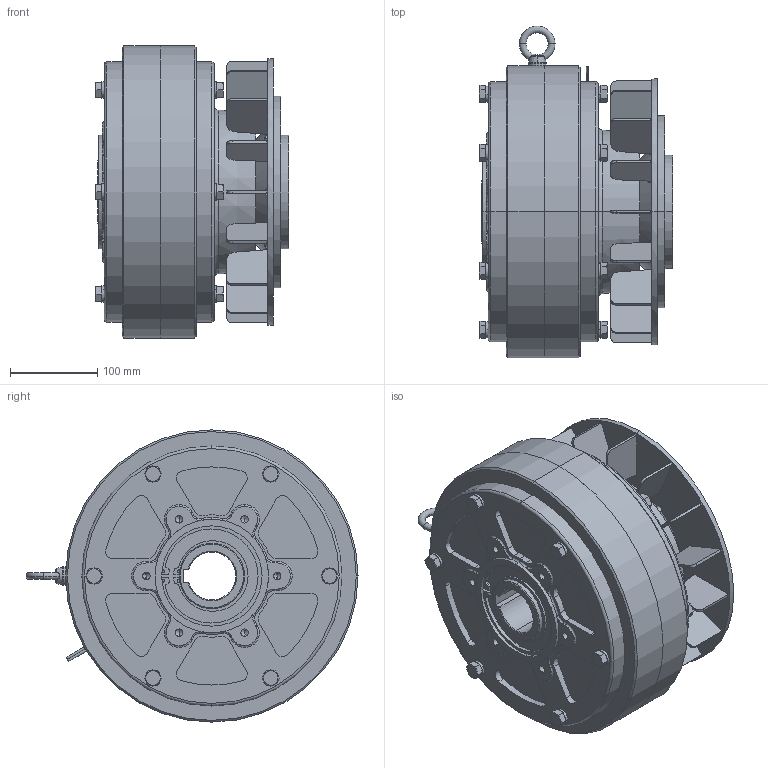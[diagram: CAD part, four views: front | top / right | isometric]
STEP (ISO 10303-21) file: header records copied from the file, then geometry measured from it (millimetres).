
FILE_DESCRIPTION (( 'STEP AP203' ), '1' );
FILE_NAME ('YPP616708.STEP', '2020-12-25T01:19:36', ( '' ), ( '' ), 'SwSTEP 2.0', 'SolidWorks 2016', '' );
FILE_SCHEMA (( 'CONFIG_CONTROL_DESIGN' ));
Length unit declared in the file: millimetre
Products named in the file (1): YPP616708
Bounding box: 222 x 380.5 x 335 mm (x, y, z)
Volume: 12206888.9 mm3; surface area: 678192.6 mm2
Topology: 30 solids, 30 shells, 708 faces, 1747 edges, 1122 vertices
Faces by surface type: cylinder 302, plane 287, cone 73, torus 46
Entity records: 21940 total; most frequent: CARTESIAN_POINT 4741, DIRECTION 3771, ORIENTED_EDGE 3446, EDGE_CURVE 1723, AXIS2_PLACEMENT_3D 1470, VERTEX_POINT 1122, VECTOR 831, LINE 831
